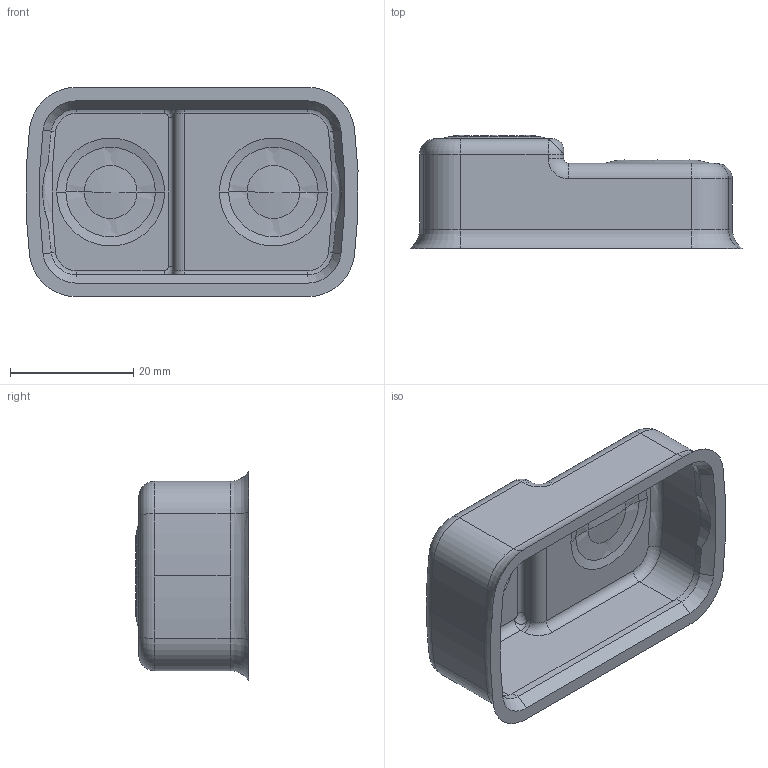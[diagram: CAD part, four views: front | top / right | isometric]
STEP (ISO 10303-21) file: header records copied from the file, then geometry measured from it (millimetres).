
FILE_DESCRIPTION(('STEP AP242'),'1');
FILE_NAME('zba710.stp','2019-06-11T07:36:26',('TraceParts'),('TraceParts S.A.'),'Spatial InterOp 3D',' ',' ');
FILE_SCHEMA(('AP242_MANAGED_MODEL_BASED_3D_ENGINEERING_MIM_LF {1 0 10303 442 1 1 4}'));
Length unit declared in the file: millimetre
Products named in the file (1): zba710
Bounding box: 53.84 x 18.37 x 33.99 mm (x, y, z)
Volume: 3930.2 mm3; surface area: 7835.9 mm2
Topology: 1 solids, 1 shells, 123 faces, 290 edges, 162 vertices
Faces by surface type: cylinder 46, torus 22, plane 17, cone 14, bspline 12, sphere 12
Entity records: 3886 total; most frequent: CARTESIAN_POINT 1071, DIRECTION 654, ORIENTED_EDGE 556, AXIS2_PLACEMENT_3D 280, EDGE_CURVE 278, CIRCLE 168, VERTEX_POINT 162, EDGE_LOOP 128
